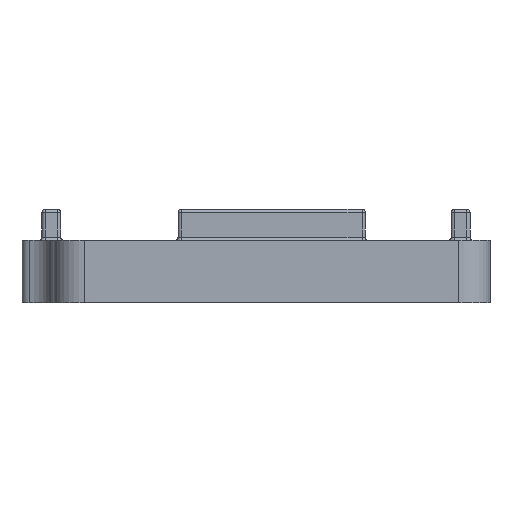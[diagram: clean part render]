
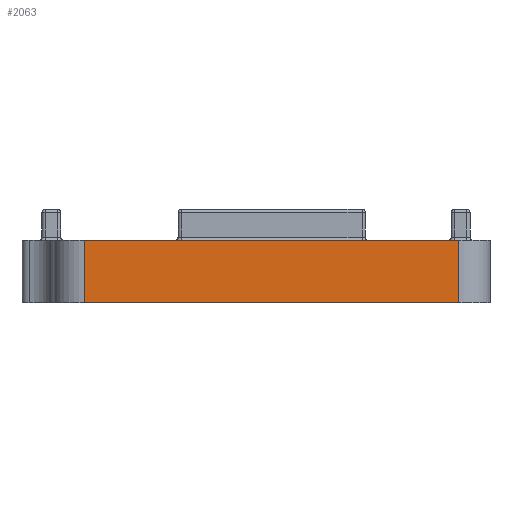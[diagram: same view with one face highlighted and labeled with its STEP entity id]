
A CAD part, left-side view. The second image highlights one B-rep face of the part: STEP entity #2063.
In plain terms, the highlighted planar face has unit normal (-1, 0, 0).
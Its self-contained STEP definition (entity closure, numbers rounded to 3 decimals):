
#212 = ORIENTED_EDGE ( 'NONE', *, *, #3892, .T. ) ;
#401 = CARTESIAN_POINT ( 'NONE',  ( -51.75, 5., 5. ) ) ;
#807 = CARTESIAN_POINT ( 'NONE',  ( -51.75, 65., 5. ) ) ;
#820 = LINE ( 'NONE', #3498, #2765 ) ;
#965 = DIRECTION ( 'NONE',  ( 0., -1., 0. ) ) ;
#1007 = CARTESIAN_POINT ( 'NONE',  ( -51.75, 65., 5. ) ) ;
#1110 = VERTEX_POINT ( 'NONE', #3046 ) ;
#1360 = ORIENTED_EDGE ( 'NONE', *, *, #2988, .T. ) ;
#1408 = VECTOR ( 'NONE', #965, 1000. ) ;
#1443 = EDGE_LOOP ( 'NONE', ( #212, #1360, #1573, #4324 ) ) ;
#1573 = ORIENTED_EDGE ( 'NONE', *, *, #5019, .F. ) ;
#1851 = EDGE_CURVE ( 'NONE', #4541, #1110, #5240, .T. ) ;
#1852 = LINE ( 'NONE', #2975, #1408 ) ;
#1936 = CARTESIAN_POINT ( 'NONE',  ( -51.75, 5., -5. ) ) ;
#2063 = ADVANCED_FACE ( 'NONE', ( #2536 ), #5364, .F. ) ;
#2129 = DIRECTION ( 'NONE',  ( 0., 1., 0. ) ) ;
#2536 = FACE_OUTER_BOUND ( 'NONE', #1443, .T. ) ;
#2765 = VECTOR ( 'NONE', #4316, 1000. ) ;
#2896 = DIRECTION ( 'NONE',  ( 0., 0., -1. ) ) ;
#2975 = CARTESIAN_POINT ( 'NONE',  ( -51.75, 70., -5. ) ) ;
#2988 = EDGE_CURVE ( 'NONE', #4161, #4406, #3227, .T. ) ;
#3046 = CARTESIAN_POINT ( 'NONE',  ( -51.75, 65., -5. ) ) ;
#3227 = LINE ( 'NONE', #4264, #5360 ) ;
#3364 = CARTESIAN_POINT ( 'NONE',  ( -51.75, 70., 5. ) ) ;
#3498 = CARTESIAN_POINT ( 'NONE',  ( -51.75, 70., 5. ) ) ;
#3761 = AXIS2_PLACEMENT_3D ( 'NONE', #3364, #4545, #2129 ) ;
#3892 = EDGE_CURVE ( 'NONE', #1110, #4161, #1852, .T. ) ;
#4076 = VECTOR ( 'NONE', #2896, 1000. ) ;
#4161 = VERTEX_POINT ( 'NONE', #1936 ) ;
#4264 = CARTESIAN_POINT ( 'NONE',  ( -51.75, 5., 5. ) ) ;
#4316 = DIRECTION ( 'NONE',  ( 0., -1., 0. ) ) ;
#4324 = ORIENTED_EDGE ( 'NONE', *, *, #1851, .T. ) ;
#4406 = VERTEX_POINT ( 'NONE', #401 ) ;
#4541 = VERTEX_POINT ( 'NONE', #1007 ) ;
#4545 = DIRECTION ( 'NONE',  ( 1., 0., 0. ) ) ;
#5019 = EDGE_CURVE ( 'NONE', #4541, #4406, #820, .T. ) ;
#5071 = DIRECTION ( 'NONE',  ( 0., 0., 1. ) ) ;
#5240 = LINE ( 'NONE', #807, #4076 ) ;
#5360 = VECTOR ( 'NONE', #5071, 1000. ) ;
#5364 = PLANE ( 'NONE',  #3761 ) ;
